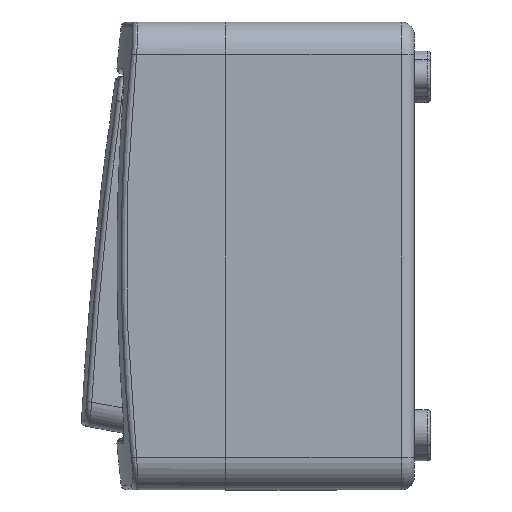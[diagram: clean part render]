
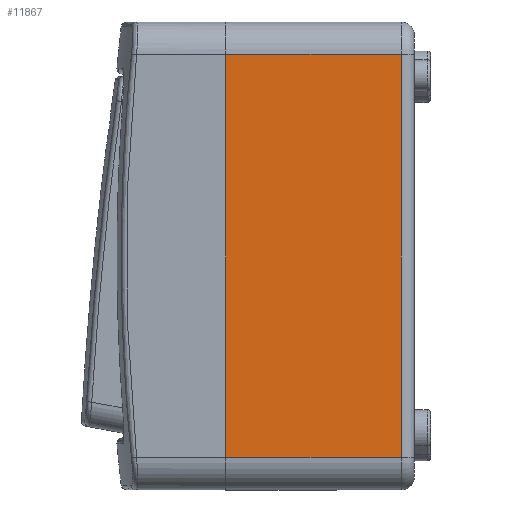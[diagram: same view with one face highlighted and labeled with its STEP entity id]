
A CAD part, left-side view. The second image highlights one B-rep face of the part: STEP entity #11867.
In plain terms, the highlighted planar face has unit normal (-1, 0, 0).
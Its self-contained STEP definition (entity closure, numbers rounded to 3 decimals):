
#194 = ORIENTED_EDGE ( 'NONE', *, *, #2010, .F. ) ;
#383 = ORIENTED_EDGE ( 'NONE', *, *, #2512, .T. ) ;
#595 = ORIENTED_EDGE ( 'NONE', *, *, #2482, .T. ) ;
#930 = VECTOR ( 'NONE', #6799, 1000. ) ;
#937 = CARTESIAN_POINT ( 'NONE',  ( -36., 2., -31. ) ) ;
#1101 = DIRECTION ( 'NONE',  ( 0., 0., -1. ) ) ;
#1113 = DIRECTION ( 'NONE',  ( 1., 0., 0. ) ) ;
#1137 = PLANE ( 'NONE',  #7556 ) ;
#1332 = CARTESIAN_POINT ( 'NONE',  ( -36., 29., 36. ) ) ;
#1911 = CARTESIAN_POINT ( 'NONE',  ( -36., 2., 31. ) ) ;
#2010 = EDGE_CURVE ( 'NONE', #11020, #2484, #2591, .T. ) ;
#2197 = ORIENTED_EDGE ( 'NONE', *, *, #2457, .T. ) ;
#2457 = EDGE_CURVE ( 'NONE', #11020, #8180, #10175, .T. ) ;
#2482 = EDGE_CURVE ( 'NONE', #8180, #5345, #9810, .T. ) ;
#2484 = VERTEX_POINT ( 'NONE', #6839 ) ;
#2512 = EDGE_CURVE ( 'NONE', #5345, #2484, #12333, .T. ) ;
#2591 = LINE ( 'NONE', #12465, #14156 ) ;
#3714 = VECTOR ( 'NONE', #6726, 1000. ) ;
#4490 = VECTOR ( 'NONE', #8227, 1000. ) ;
#5345 = VERTEX_POINT ( 'NONE', #1911 ) ;
#5919 = CARTESIAN_POINT ( 'NONE',  ( -36., 29., 31. ) ) ;
#6726 = DIRECTION ( 'NONE',  ( 0., 1., 0. ) ) ;
#6799 = DIRECTION ( 'NONE',  ( 0., 0., 1. ) ) ;
#6834 = CARTESIAN_POINT ( 'NONE',  ( -36., 2., 36. ) ) ;
#6839 = CARTESIAN_POINT ( 'NONE',  ( -36., 29., 31. ) ) ;
#7556 = AXIS2_PLACEMENT_3D ( 'NONE', #1332, #1113, #1101 ) ;
#7875 = CARTESIAN_POINT ( 'NONE',  ( -36., 29., -31. ) ) ;
#7962 = CARTESIAN_POINT ( 'NONE',  ( -36., 29., -31. ) ) ;
#8180 = VERTEX_POINT ( 'NONE', #937 ) ;
#8227 = DIRECTION ( 'NONE',  ( 0., -1., 0. ) ) ;
#8642 = EDGE_LOOP ( 'NONE', ( #2197, #595, #383, #194 ) ) ;
#9810 = LINE ( 'NONE', #6834, #930 ) ;
#10175 = LINE ( 'NONE', #7875, #4490 ) ;
#11020 = VERTEX_POINT ( 'NONE', #7962 ) ;
#11867 = ADVANCED_FACE ( 'NONE', ( #13924 ), #1137, .F. ) ;
#12333 = LINE ( 'NONE', #5919, #3714 ) ;
#12465 = CARTESIAN_POINT ( 'NONE',  ( -36., 29., 36. ) ) ;
#13139 = DIRECTION ( 'NONE',  ( 0., 0., 1. ) ) ;
#13924 = FACE_OUTER_BOUND ( 'NONE', #8642, .T. ) ;
#14156 = VECTOR ( 'NONE', #13139, 1000. ) ;
